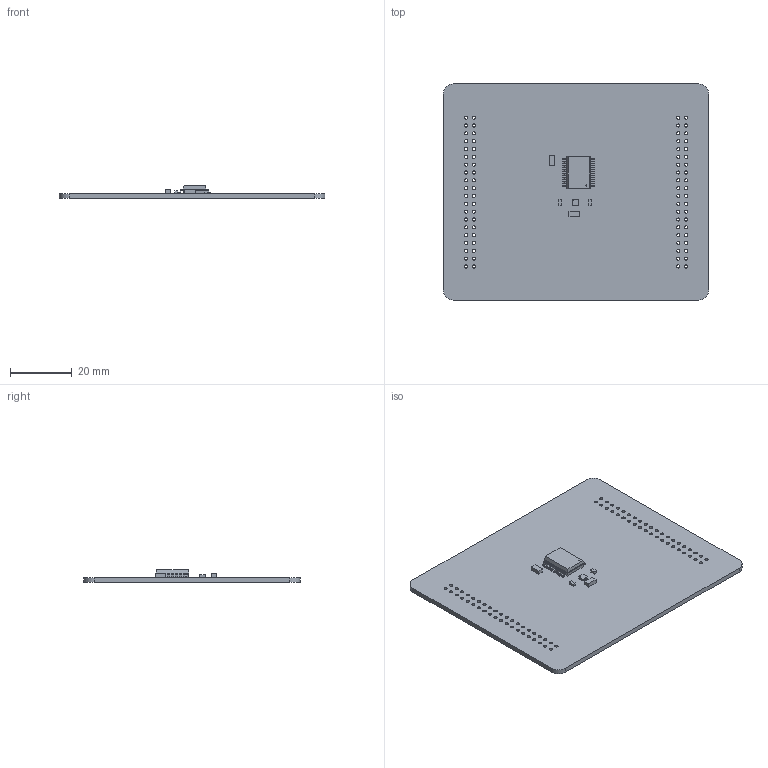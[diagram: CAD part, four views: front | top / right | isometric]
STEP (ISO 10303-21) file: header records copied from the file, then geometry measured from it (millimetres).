
FILE_DESCRIPTION(('Open CASCADE Model'),'2;1');
FILE_NAME('Open CASCADE Shape Model','2022-10-08T13:06:34',('Author'),( 'Open CASCADE'),'Open CASCADE STEP processor 6.8','Open CASCADE 6.8' ,'Unknown');
FILE_SCHEMA(('AUTOMOTIVE_DESIGN { 1 0 10303 214 1 1 1 1 }'));
Length unit declared in the file: millimetre
Products named in the file (1): PCB
Bounding box: 86.11 x 70.1 x 4.2 mm (x, y, z)
Volume: 9316.8 mm3; surface area: 13191.5 mm2
Topology: 12 solids, 308 shells, 469 faces, 1978 edges, 1828 vertices
Faces by surface type: plane 316, cylinder 153
Full cylindrical faces by diameter (mm): 0.38 x1, 1.02 x80
Entity records: 23296 total; most frequent: CARTESIAN_POINT 4277, DIRECTION 3361, ORIENTED_EDGE 2426, EDGE_CURVE 1978, VERTEX_POINT 1828, LINE 1533, VECTOR 1533, AXIS2_PLACEMENT_3D 914
